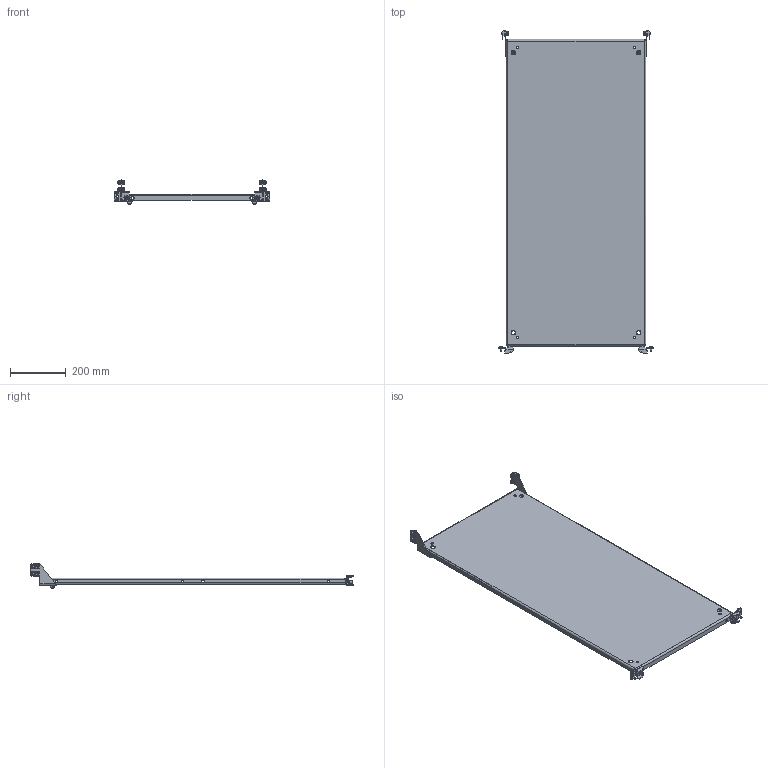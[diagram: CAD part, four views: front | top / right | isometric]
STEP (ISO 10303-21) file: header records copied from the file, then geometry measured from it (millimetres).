
FILE_DESCRIPTION (( 'STEP AP203' ), '1' );
FILE_NAME ('UR02900120606 Ïàíåëü ìîíòàæíàÿ RS52 120.60 (3 ìì) (000.801.454).STEP', '2022-04-12T11:44:48', ( '' ), ( '' ), 'SwSTEP 2.0', 'SolidWorks 2017', '' );
FILE_SCHEMA (( 'CONFIG_CONTROL_DESIGN' ));
Length unit declared in the file: millimetre
Products named in the file (18): 000.169.166 ﾊ煇鳫 ﾌﾏ RS52 湜跫韜; 010-375 Ïàíåëü ìîíòàæíàÿ RS52 120.00_00 (60); 嵑殧趌6402_8; UR02900120606 Ïàíåëü ìîíòàæíàÿ RS52 120.60 (3 ìì) (000.801.454); Êëåòêà ãàéêè_Œ8-5‚; Ãàéêà êâàäðàòíàÿ_Œ8-5€; Çàêëåïêà ðåçüáîâàÿ óìåíüøåííûé áîðòèê ñ íàñå÷êîé_Œ8å16,5; Âèíò DIN 7500 C TORX_Œ5å16; 029-378 Êðîíøòåéí âåðõíèé ÌÏ RS52_00; 029-374-01 ﾊ煇鳫; Âèíò DIN 7984 TORX_Œ8å20; 000.169.167 ﾊ煇鳫 ﾌﾏ RS52 湜跫韜; 016-105 ﾘ_00 (ｭｨｦｭｨｩ); Ãàéêà êëåòåâàÿ_Œ8-5‚; 嵑殧趌11371_8; Âñòàâíàÿ ãàéêà Ì8 äëÿ øêàôîâ USOLA_Œ8 4163.000; 029-374 ﾊ煇鳫; 029-378-01 Êðîíøòåéí âåðõíèé ÌÏ RS52
Assembly tree (41 placements, depth 3):
  UR02900120606 Ïàíåëü ìîíòàæíàÿ RS52 120.60 (3 ìì) (000.801.454)
    010-375 Ïàíåëü ìîíòàæíàÿ RS52 120.00_00 (60)
    嵑殧趌11371_8  x6
    嵑殧趌6402_8  x6
    Âèíò DIN 7984 TORX_Œ8å20  x6
    029-378 Êðîíøòåéí âåðõíèé ÌÏ RS52_00
    029-378-01 Êðîíøòåéí âåðõíèé ÌÏ RS52
    000.169.166 ﾊ煇鳫 ﾌﾏ RS52 湜跫韜
      029-374 ﾊ煇鳫
      Çàêëåïêà ðåçüáîâàÿ óìåíüøåííûé áîðòèê ñ íàñå÷êîé_Œ8å16,5
      016-105 ﾘ_00 (ｭｨｦｭｨｩ)
    Âèíò DIN 7500 C TORX_Œ5å16  x4
    000.169.167 ﾊ煇鳫 ﾌﾏ RS52 湜跫韜
      Çàêëåïêà ðåçüáîâàÿ óìåíüøåííûé áîðòèê ñ íàñå÷êîé_Œ8å16,5
      016-105 ﾘ_00 (ｭｨｦｭｨｩ)
      029-374-01 ﾊ煇鳫
    Âñòàâíàÿ ãàéêà Ì8 äëÿ øêàôîâ USOLA_Œ8 4163.000  x4
    Ãàéêà êëåòåâàÿ_Œ8-5‚  x2
      Êëåòêà ãàéêè_Œ8-5‚
      Ãàéêà êâàäðàòíàÿ_Œ8-5€
Bounding box: 556.44 x 1153.25 x 87.4 mm (x, y, z)
Volume: 2068812 mm3; surface area: 1406240.2 mm2
Topology: 39 solids, 39 shells, 1262 faces, 3062 edges, 1912 vertices
Faces by surface type: plane 650, cylinder 502, torus 36, cone 32, bspline 26, sphere 16
Entity records: 20960 total; most frequent: CARTESIAN_POINT 4147, DIRECTION 3055, ORIENTED_EDGE 2868, EDGE_CURVE 1434, AXIS2_PLACEMENT_3D 1076, LINE 903, VECTOR 903, VERTEX_POINT 878
